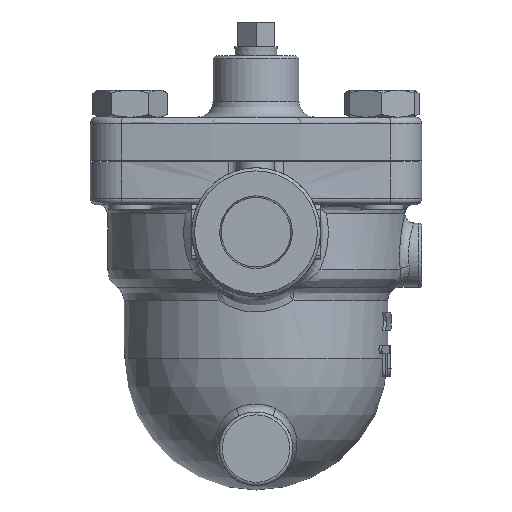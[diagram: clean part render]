
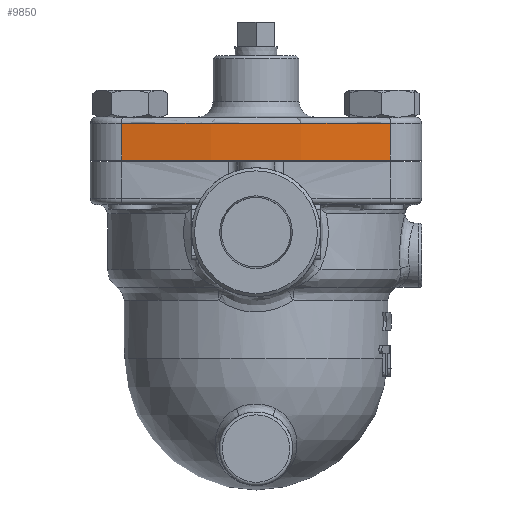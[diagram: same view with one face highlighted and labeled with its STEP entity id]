
A CAD part, left-side view. The second image highlights one B-rep face of the part: STEP entity #9850.
In plain terms, the highlighted cylindrical face has radius 300 mm (diameter 600 mm), a partial arc.
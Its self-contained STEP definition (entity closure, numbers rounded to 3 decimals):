
#8750=CARTESIAN_POINT('',(-52.793,-43.75,26.5));
#8751=VERTEX_POINT('',#8750);
#8804=CARTESIAN_POINT('',(-52.793,43.75,26.5));
#8805=VERTEX_POINT('',#8804);
#8813=CARTESIAN_POINT('',(244.0,0.0,26.5));
#8814=DIRECTION('',(0.0,0.0,1.0));
#8815=DIRECTION('',(-1.0,0.0,0.0));
#8816=AXIS2_PLACEMENT_3D('',#8813,#8814,#8815);
#8817=CIRCLE('',#8816,300.);
#8818=EDGE_CURVE('',#8805,#8751,#8817,.T.);
#9748=CARTESIAN_POINT('',(-52.793,-43.75,14.5));
#9749=VERTEX_POINT('',#9748);
#9757=CARTESIAN_POINT('',(-52.793,43.75,14.5));
#9758=VERTEX_POINT('',#9757);
#9759=CARTESIAN_POINT('',(244.0,0.0,14.5));
#9760=DIRECTION('',(0.0,0.0,1.));
#9761=DIRECTION('',(-0.989,0.146,0.0));
#9762=AXIS2_PLACEMENT_3D('',#9759,#9760,#9761);
#9763=CIRCLE('',#9762,300.0);
#9764=EDGE_CURVE('',#9758,#9749,#9763,.T.);
#9823=CARTESIAN_POINT('',(-52.793,-43.75,14.5));
#9824=DIRECTION('',(0.0,0.0,1.0));
#9825=VECTOR('',#9824,12.);
#9826=LINE('',#9823,#9825);
#9827=EDGE_CURVE('',#9749,#8751,#9826,.T.);
#9834=CARTESIAN_POINT('',(244.0,0.0,14.5));
#9835=DIRECTION('',(0.0,0.0,1.0));
#9836=DIRECTION('',(-0.989,0.146,0.0));
#9837=AXIS2_PLACEMENT_3D('',#9834,#9835,#9836);
#9838=CYLINDRICAL_SURFACE('',#9837,300.);
#9839=ORIENTED_EDGE('',*,*,#8818,.F.);
#9840=CARTESIAN_POINT('',(-52.793,43.75,14.5));
#9841=DIRECTION('',(0.0,0.0,1.0));
#9842=VECTOR('',#9841,12.);
#9843=LINE('',#9840,#9842);
#9844=EDGE_CURVE('',#9758,#8805,#9843,.T.);
#9845=ORIENTED_EDGE('',*,*,#9844,.F.);
#9846=ORIENTED_EDGE('',*,*,#9764,.T.);
#9847=ORIENTED_EDGE('',*,*,#9827,.T.);
#9848=EDGE_LOOP('',(#9839,#9845,#9846,#9847));
#9849=FACE_OUTER_BOUND('',#9848,.T.);
#9850=ADVANCED_FACE('',(#9849),#9838,.T.);
